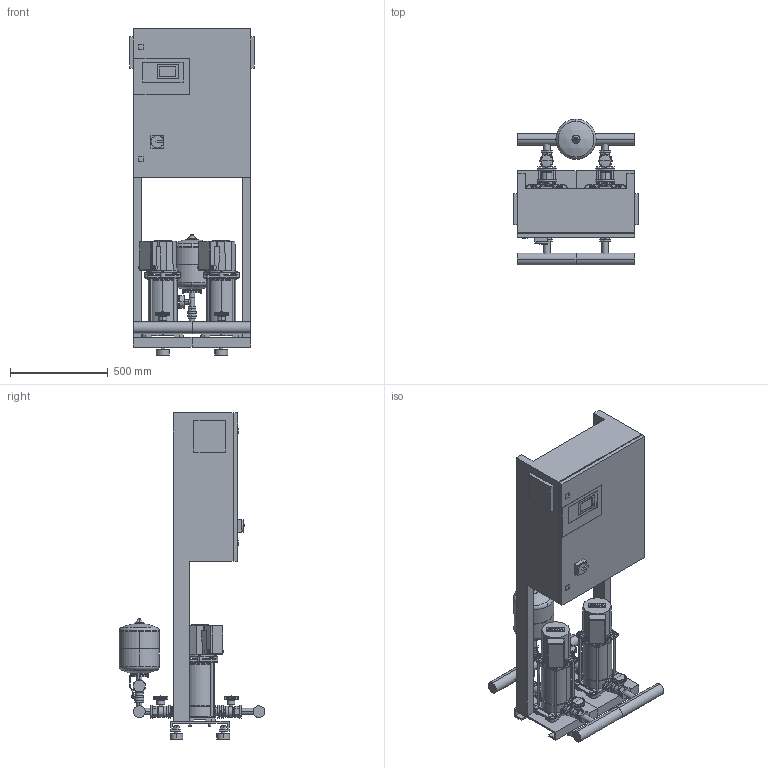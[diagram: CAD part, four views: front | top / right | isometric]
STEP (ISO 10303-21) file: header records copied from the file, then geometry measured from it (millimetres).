
FILE_DESCRIPTION((''),'2;1');
FILE_NAME('3d_COR-2 MVIS 207-2524342.stp','2009-03-26T12:58:14',(''),(''),'Mechanical Desktop 2008','Mechanical Desktop 2008',', , ');
FILE_SCHEMA(('CONFIG_CONTROL_DESIGN'));
Length unit declared in the file: millimetre
Products named in the file (1): 3D_COR-2 MVIS 207-2524342
Bounding box: 640 x 746.15 x 1670 mm (x, y, z)
Volume: 162201246.5 mm3; surface area: 5329731.1 mm2
Topology: 88 solids, 88 shells, 2241 faces, 5295 edges, 3326 vertices
Faces by surface type: plane 1025, cylinder 694, bspline 320, cone 100, torus 92, sphere 10
Entity records: 71088 total; most frequent: CARTESIAN_POINT 19729, DIRECTION 10647, ORIENTED_EDGE 10478, EDGE_CURVE 5239, AXIS2_PLACEMENT_3D 3746, VERTEX_POINT 3326, VECTOR 3155, LINE 3155
